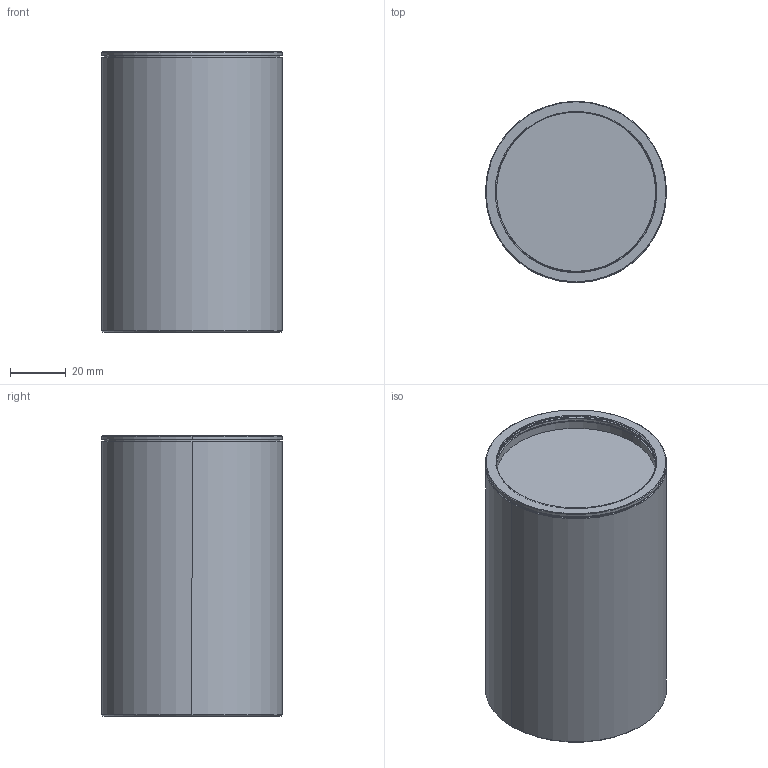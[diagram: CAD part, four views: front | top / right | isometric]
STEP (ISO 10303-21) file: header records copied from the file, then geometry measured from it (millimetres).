
FILE_DESCRIPTION (( 'STEP AP214' ), '1' );
FILE_NAME ('6GF35408AC32_001_STEP.STEP', '2019-08-08T06:52:54', ( '' ), ( '' ), 'SwSTEP 2.0', 'SolidWorks 2016', '' );
FILE_SCHEMA (( 'AUTOMOTIVE_DESIGN' ));
Length unit declared in the file: millimetre
Products named in the file (1): 6GF35408AC32_001_STEP
Bounding box: 65 x 65 x 100.64 mm (x, y, z)
Volume: 52902.8 mm3; surface area: 48104.2 mm2
Topology: 1 solids, 2 shells, 72 faces, 155 edges, 98 vertices
Faces by surface type: cylinder 38, plane 16, cone 12, torus 4, bspline 2
Entity records: 4103 total; most frequent: CARTESIAN_POINT 1684, DIRECTION 353, ORIENTED_EDGE 310, EDGE_CURVE 155, AXIS2_PLACEMENT_3D 151, VERTEX_POINT 98, EDGE_LOOP 85, CIRCLE 80
